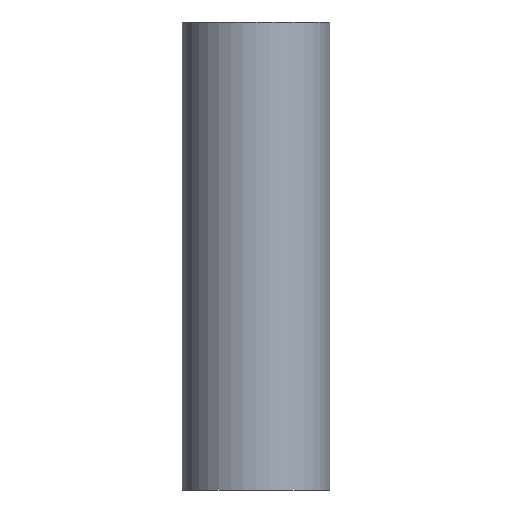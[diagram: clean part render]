
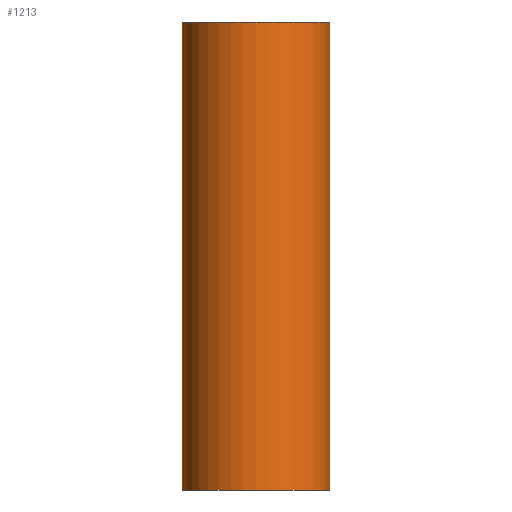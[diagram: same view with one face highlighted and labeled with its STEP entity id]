
A CAD part, front view. The second image highlights one B-rep face of the part: STEP entity #1213.
In plain terms, the highlighted cylindrical face has radius 19.05 mm (diameter 38.1 mm), a partial arc.
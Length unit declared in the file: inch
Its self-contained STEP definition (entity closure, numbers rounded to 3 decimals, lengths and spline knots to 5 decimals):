
#14 = EDGE_CURVE ( 'NONE', #612, #1163, #722, .T. ) ;
#17 = CARTESIAN_POINT ( 'NONE',  ( 0.75, 0., 2.37402 ) ) ;
#87 = CARTESIAN_POINT ( 'NONE',  ( 0., 0., 2.37402 ) ) ;
#109 = CARTESIAN_POINT ( 'NONE',  ( 0.75, 0., 2.37402 ) ) ;
#178 = FACE_OUTER_BOUND ( 'NONE', #360, .T. ) ;
#210 = ORIENTED_EDGE ( 'NONE', *, *, #1502, .F. ) ;
#237 = DIRECTION ( 'NONE',  ( 0., 0., -1. ) ) ;
#245 = VERTEX_POINT ( 'NONE', #17 ) ;
#259 = ORIENTED_EDGE ( 'NONE', *, *, #1255, .T. ) ;
#319 = DIRECTION ( 'NONE',  ( 1., 0., 0. ) ) ;
#360 = EDGE_LOOP ( 'NONE', ( #721, #210, #1057, #259 ) ) ;
#364 = LINE ( 'NONE', #109, #1283 ) ;
#449 = CARTESIAN_POINT ( 'NONE',  ( 0., 0., -2.37402 ) ) ;
#452 = DIRECTION ( 'NONE',  ( 0., 0., -1. ) ) ;
#454 = CYLINDRICAL_SURFACE ( 'NONE', #522, 0.75 ) ;
#457 = DIRECTION ( 'NONE',  ( 0., 0., 1. ) ) ;
#522 = AXIS2_PLACEMENT_3D ( 'NONE', #1271, #452, #575 ) ;
#575 = DIRECTION ( 'NONE',  ( -1., 0., 0. ) ) ;
#587 = AXIS2_PLACEMENT_3D ( 'NONE', #449, #457, #923 ) ;
#612 = VERTEX_POINT ( 'NONE', #747 ) ;
#721 = ORIENTED_EDGE ( 'NONE', *, *, #1377, .F. ) ;
#722 = LINE ( 'NONE', #1078, #878 ) ;
#744 = VERTEX_POINT ( 'NONE', #1262 ) ;
#747 = CARTESIAN_POINT ( 'NONE',  ( -0.75, 0., 2.37402 ) ) ;
#778 = CARTESIAN_POINT ( 'NONE',  ( -0.75, 0., -2.37402 ) ) ;
#858 = DIRECTION ( 'NONE',  ( 0., 0., -1. ) ) ;
#878 = VECTOR ( 'NONE', #858, 39.37008 ) ;
#906 = DIRECTION ( 'NONE',  ( 0., 0., 1. ) ) ;
#923 = DIRECTION ( 'NONE',  ( 1., 0., 0. ) ) ;
#1042 = CIRCLE ( 'NONE', #1221, 0.75 ) ;
#1057 = ORIENTED_EDGE ( 'NONE', *, *, #14, .T. ) ;
#1078 = CARTESIAN_POINT ( 'NONE',  ( -0.75, 0., 2.37402 ) ) ;
#1163 = VERTEX_POINT ( 'NONE', #778 ) ;
#1213 = ADVANCED_FACE ( 'NONE', ( #178 ), #454, .T. ) ;
#1221 = AXIS2_PLACEMENT_3D ( 'NONE', #87, #906, #319 ) ;
#1255 = EDGE_CURVE ( 'NONE', #1163, #744, #1345, .T. ) ;
#1262 = CARTESIAN_POINT ( 'NONE',  ( 0.75, 0., -2.37402 ) ) ;
#1271 = CARTESIAN_POINT ( 'NONE',  ( 0., 0., 2.37402 ) ) ;
#1283 = VECTOR ( 'NONE', #237, 39.37008 ) ;
#1345 = CIRCLE ( 'NONE', #587, 0.75 ) ;
#1377 = EDGE_CURVE ( 'NONE', #245, #744, #364, .T. ) ;
#1502 = EDGE_CURVE ( 'NONE', #612, #245, #1042, .T. ) ;
